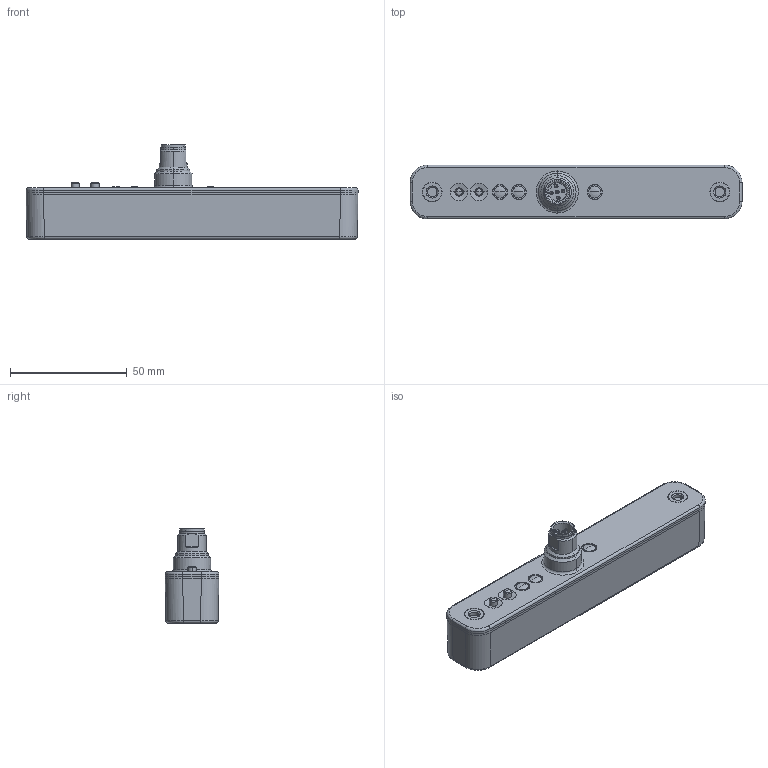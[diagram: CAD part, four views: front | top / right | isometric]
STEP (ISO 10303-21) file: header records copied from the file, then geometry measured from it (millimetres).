
FILE_DESCRIPTION((''),'2;1');
FILE_NAME('ASM0005_AF0_ASM_1_ASM_SW0001','2009-09-04T',('mabamberg'),(''),'PRO/ENGINEER BY PARAMETRIC TECHNOLOGY CORPORATION, 2006300','PRO/ENGINEER BY PARAMETRIC TECHNOLOGY CORPORATION, 2006300','');
FILE_SCHEMA(('CONFIG_CONTROL_DESIGN'));
Length unit declared in the file: millimetre
Products named in the file (1): ASM0005_AF0_ASM_1_ASM_SW0001
Bounding box: 142 x 23 x 40.3 mm (x, y, z)
Volume: 46704.1 mm3; surface area: 23284.2 mm2
Topology: 7 solids, 8 shells, 314 faces, 730 edges, 445 vertices
Faces by surface type: cylinder 125, plane 84, cone 50, torus 25, sphere 16, bspline 14
Entity records: 12895 total; most frequent: CARTESIAN_POINT 3402, DIRECTION 1617, ORIENTED_EDGE 1428, EDGE_CURVE 714, AXIS2_PLACEMENT_3D 681, VERTEX_POINT 445, CIRCLE 380, EDGE_LOOP 359
